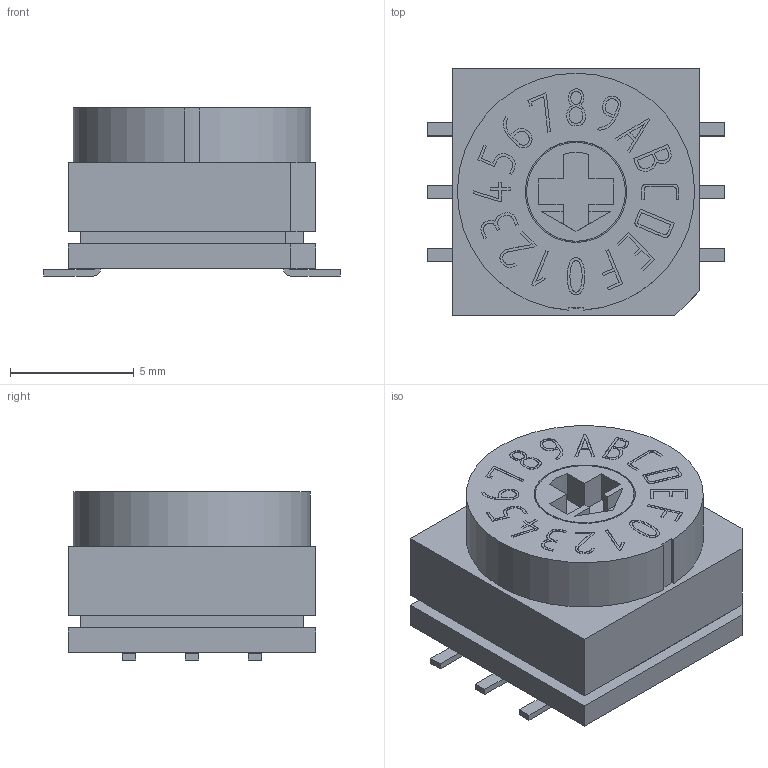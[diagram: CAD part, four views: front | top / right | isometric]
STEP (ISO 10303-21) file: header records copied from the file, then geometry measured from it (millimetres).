
FILE_DESCRIPTION( ( 'Unknown' ), '1' );
FILE_NAME( '42852152081x_16_Pos.stp', 'Unknown', ( 'Unknown' ), ( 'Unknown' ), 'PSStep 17.0.49', 'Unknown', ' ' );
FILE_SCHEMA( ( 'AUTOMOTIVE_DESIGN { 1 0 10303 214 1 1 1 1 }' ) );
Length unit declared in the file: millimetre
Products named in the file (1): 1
Bounding box: 12 x 10 x 6.8 mm (x, y, z)
Volume: 570.9 mm3; surface area: 566.5 mm2
Topology: 1 solids, 1 shells, 242 faces, 609 edges, 406 vertices
Faces by surface type: plane 183, extrusion 42, cylinder 17
Full cylindrical faces by diameter (mm): 4 x1, 4.1 x1
Entity records: 10308 total; most frequent: CARTESIAN_POINT 3027, ORIENTED_EDGE 1206, DIRECTION 823, EDGE_CURVE 603, VERTEX_POINT 406, VECTOR 353, LINE 311, B_SPLINE_CURVE_WITH_KNOTS 300
